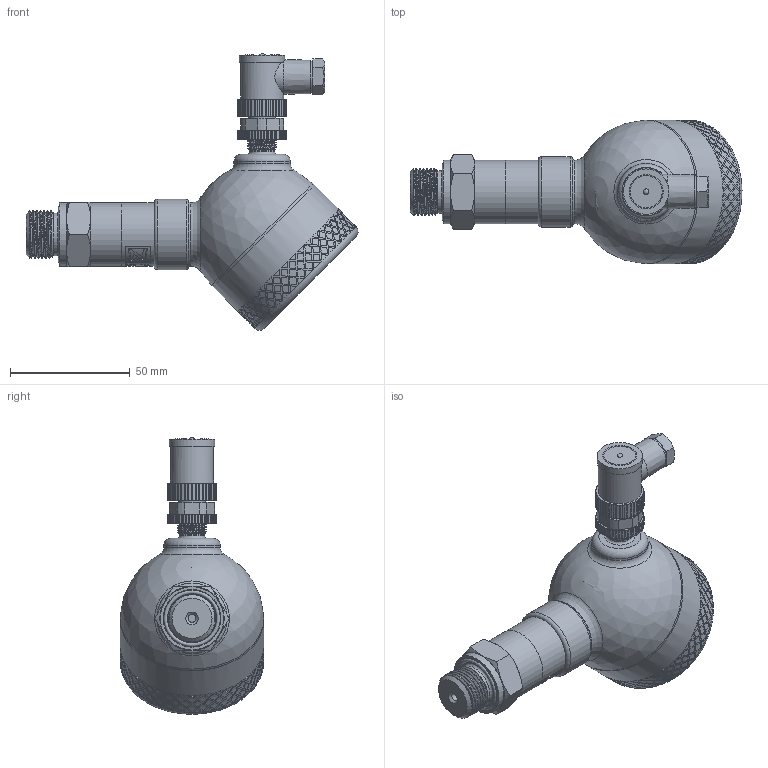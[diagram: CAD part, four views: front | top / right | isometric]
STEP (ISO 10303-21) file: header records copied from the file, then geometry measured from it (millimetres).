
FILE_DESCRIPTION(/* description */ (''),/* implementation_level */ '2;1');
FILE_NAME(/* name */ 'APZ3420FH_M20x1,5DIN_M12x1-angular.step',/* time_stamp */ '2021-06-30T17:48:20+03:00',/* author */ (''),/* organization */ (''),/* preprocessor_version */ 'ST-DEVELOPER v18.1',/* originating_system */ 'Autodesk Translation Framework v10.9.0.1377',/* authorisation */ '');
FILE_SCHEMA (('AUTOMOTIVE_DESIGN { 1 0 10303 214 3 1 1 }'));
Length unit declared in the file: millimetre
Products named in the file (7): Полевой корпус 
3420 3421 3230 заполненный; M20x1,5 DIN; FieldHousing Assembly v16; main body; Крышка без 
дисплея; Адаптер М12х1; M12x1 female angular v10
Assembly tree (6 placements, depth 3):
  Полевой корпус 
3420 3421 3230 заполненный
    M20x1,5 DIN
    FieldHousing Assembly v16
      main body
      Крышка без 
дисплея
      Адаптер М12х1
      M12x1 female angular v10
Bounding box: 138.91 x 60.1 x 115.68 mm (x, y, z)
Volume: 177388.9 mm3; surface area: 47527.3 mm2
Topology: 6 solids, 6 shells, 1602 faces, 4023 edges, 2639 vertices
Faces by surface type: bspline 878, cylinder 497, plane 171, cone 27, torus 25, sphere 4
Full cylindrical faces by diameter (mm): 1 x4, 3.3 x1, 7 x1, 8 x1, 9.3 x1, 9.471 x2, 10.5 x2, 10.741 x7, 11.035 x4, 11.156 x1, 11.884 x6, 12.152 x4, 13 x1, 17.8 x1, 18 x1, 18.137 x5, 19 x1, 19.7 x1, 19.85 x5, 20.5 x1, 21.6 x1, 22.4 x1, 23.6 x1, 23.7 x1, 24.5 x2, 26.5 x3, 29.5 x1, 55 x9, 56.5 x1, 57.2 x1
Entity records: 68311 total; most frequent: CARTESIAN_POINT 36725, ORIENTED_EDGE 8044, EDGE_CURVE 4022, DIRECTION 3686, VERTEX_POINT 2639, B_SPLINE_CURVE_WITH_KNOTS 2565, EDGE_LOOP 1817, FACE_OUTER_BOUND 1602
